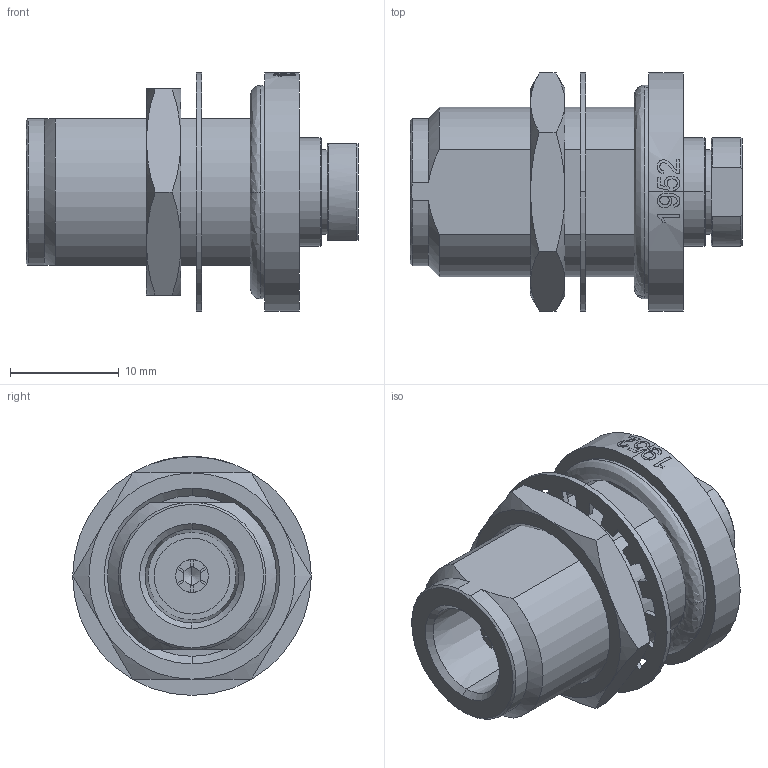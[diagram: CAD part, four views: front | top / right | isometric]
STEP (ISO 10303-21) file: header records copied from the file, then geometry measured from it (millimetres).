
FILE_DESCRIPTION (( 'STEP AP214' ), '1' );
FILE_NAME ('PE1952_3D.STEP', '2022-12-13T16:57:07', ( '' ), ( '' ), 'SwSTEP 2.0', 'SolidWorks 2022', '' );
FILE_SCHEMA (( 'AUTOMOTIVE_DESIGN' ));
Length unit declared in the file: inch
Products named in the file (6): Copy of N8105-8^PE1952; Copy of N8105-6^PE1952; Copy of N8305-0250-HS^PE1952; Part11^PE1952; Copy of N8105-7^PE1952; PE1952_3D
Assembly tree (5 placements, depth 2):
  PE1952_3D
    Copy of N8305-0250-HS^PE1952
    Copy of N8105-6^PE1952
    Copy of N8105-7^PE1952
    Copy of N8105-8^PE1952
    Part11^PE1952
Bounding box: 30.6 x 22 x 22.01 mm (x, y, z)
Volume: 5561.4 mm3; surface area: 4294.9 mm2
Topology: 5 solids, 5 shells, 283 faces, 738 edges, 471 vertices
Faces by surface type: plane 117, cylinder 76, bspline 55, cone 33, torus 2
Entity records: 13097 total; most frequent: CARTESIAN_POINT 6300, ORIENTED_EDGE 1472, DIRECTION 1241, EDGE_CURVE 736, AXIS2_PLACEMENT_3D 486, VERTEX_POINT 471, EDGE_LOOP 303, ADVANCED_FACE 283
